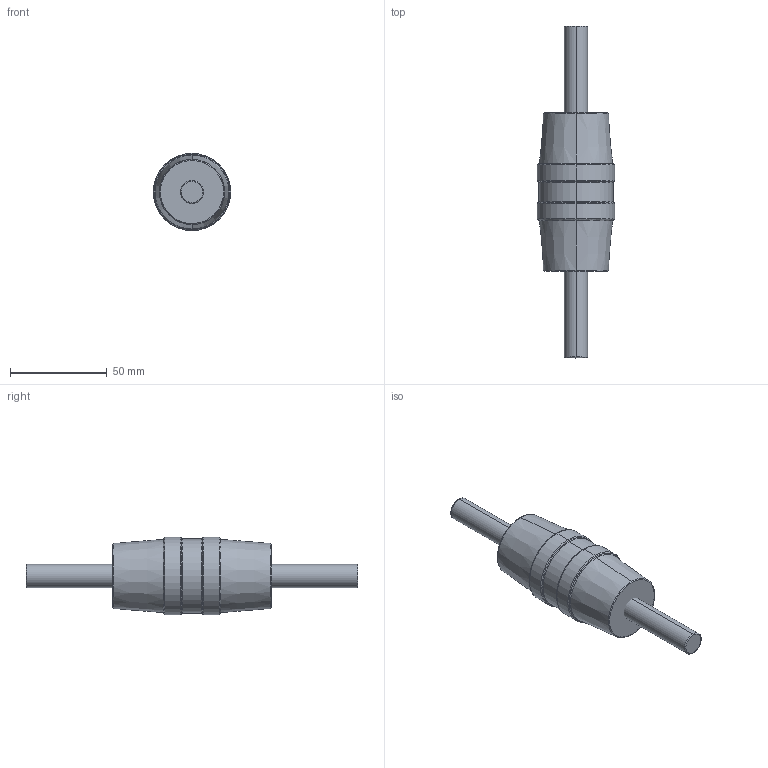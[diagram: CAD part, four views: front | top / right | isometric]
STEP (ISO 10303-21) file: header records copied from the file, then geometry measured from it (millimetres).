
FILE_DESCRIPTION (( 'STEP AP214' ), '1' );
FILE_NAME ('5240085.stp', '2017-03-28T08:45:33', ( '' ), ( '' ), 'SwSTEP 2.0', 'SolidWorks 2014', '' );
FILE_SCHEMA (( 'AUTOMOTIVE_DESIGN' ));
Length unit declared in the file: millimetre
Products named in the file (4): 3; 2; 1_1; 5240085
Assembly tree (3 placements, depth 2):
  5240085
    1_1
    2
    3
Bounding box: 40 x 172 x 40 mm (x, y, z)
Volume: 108220.1 mm3; surface area: 20725.9 mm2
Topology: 3 solids, 3 shells, 48 faces, 116 edges, 76 vertices
Faces by surface type: bspline 24, cylinder 12, plane 8, cone 4
Entity records: 2905 total; most frequent: CARTESIAN_POINT 1152, DIRECTION 244, ORIENTED_EDGE 232, EDGE_CURVE 116, AXIS2_PLACEMENT_3D 114, CIRCLE 84, VERTEX_POINT 76, UNCERTAINTY_MEASURE_WITH_UNIT 58
